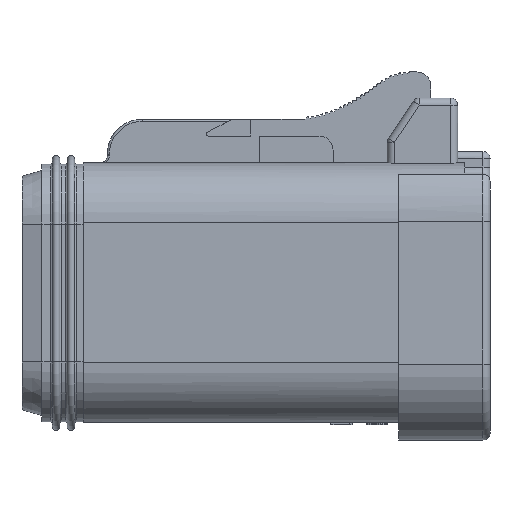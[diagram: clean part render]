
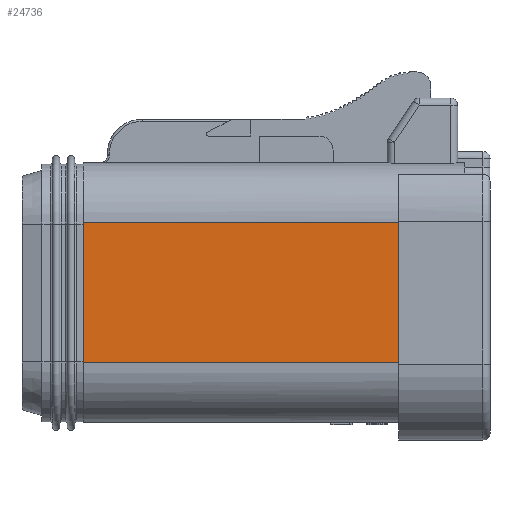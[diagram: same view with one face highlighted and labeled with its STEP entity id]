
A CAD part, left-side view. The second image highlights one B-rep face of the part: STEP entity #24736.
In plain terms, the highlighted planar face has unit normal (-1, 0, 0).
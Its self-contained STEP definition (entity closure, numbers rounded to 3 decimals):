
#1110=DIRECTION('',(0.,0.,-1.));
#1111=VECTOR('',#1110,9.95);
#1112=CARTESIAN_POINT('',(-9.125,27.1,4.975));
#1113=LINE('',#1112,#1111);
#1241=DIRECTION('',(0.,0.,-1.));
#1242=VECTOR('',#1241,9.95);
#1243=CARTESIAN_POINT('',(-9.125,4.7,4.975));
#1244=LINE('',#1243,#1242);
#1257=DIRECTION('',(0.,-1.,0.));
#1258=VECTOR('',#1257,22.4);
#1259=CARTESIAN_POINT('',(-9.125,27.1,-4.975));
#1260=LINE('',#1259,#1258);
#6189=DIRECTION('',(0.,1.,0.));
#6190=VECTOR('',#6189,22.4);
#6191=CARTESIAN_POINT('',(-9.125,4.7,4.975));
#6192=LINE('',#6191,#6190);
#17658=CARTESIAN_POINT('',(-9.125,27.1,4.975));
#17659=VERTEX_POINT('',#17658);
#17660=CARTESIAN_POINT('',(-9.125,27.1,-4.975));
#17661=VERTEX_POINT('',#17660);
#17775=CARTESIAN_POINT('',(-9.125,4.7,4.975));
#17776=CARTESIAN_POINT('',(-9.125,4.7,-4.975));
#17777=VERTEX_POINT('',#17775);
#17778=VERTEX_POINT('',#17776);
#24723=CARTESIAN_POINT('',(-9.125,0.,-9.225));
#24724=DIRECTION('',(-1.,0.,0.));
#24725=DIRECTION('',(0.,0.,1.));
#24726=AXIS2_PLACEMENT_3D('',#24723,#24724,#24725);
#24727=PLANE('',#24726);
#24728=ORIENTED_EDGE('',*,*,#24677,.T.);
#24730=ORIENTED_EDGE('',*,*,#24729,.F.);
#24731=ORIENTED_EDGE('',*,*,#24533,.F.);
#24733=ORIENTED_EDGE('',*,*,#24732,.F.);
#24734=EDGE_LOOP('',(#24728,#24730,#24731,#24733));
#24735=FACE_OUTER_BOUND('',#24734,.F.);
#24736=ADVANCED_FACE('',(#24735),#24727,.T.);
#24533=EDGE_CURVE('',#17659,#17661,#1113,.T.);
#24677=EDGE_CURVE('',#17777,#17778,#1244,.T.);
#24729=EDGE_CURVE('',#17661,#17778,#1260,.T.);
#24732=EDGE_CURVE('',#17777,#17659,#6192,.T.);
